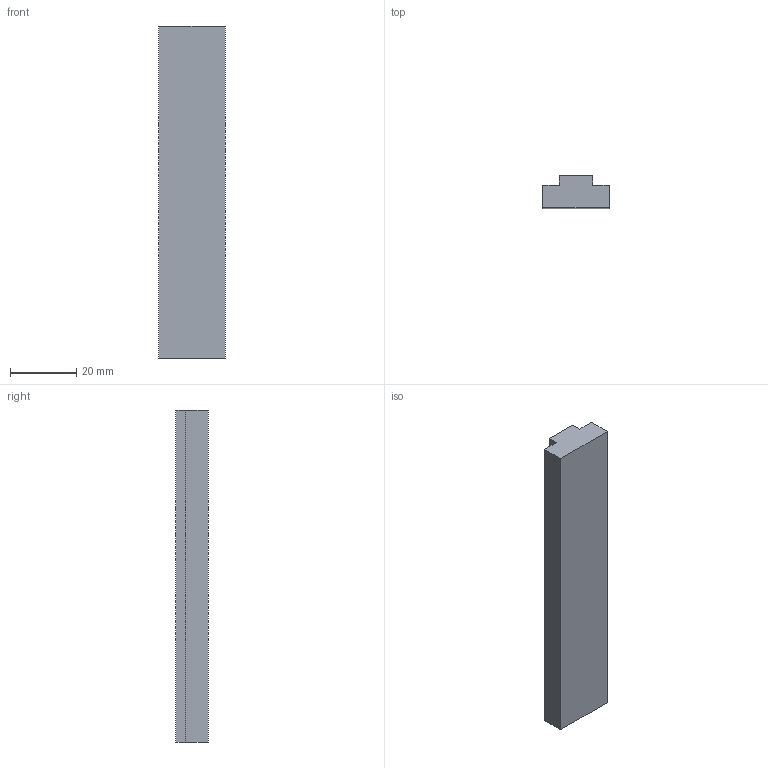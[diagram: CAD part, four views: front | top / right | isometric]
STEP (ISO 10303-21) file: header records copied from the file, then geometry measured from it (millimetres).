
FILE_DESCRIPTION(('Creo Elements/Direct Modeling STEP Export'),'2;1');
FILE_NAME('55.0125.2_Klemmschienenprofil-MMS-55_19.8x9.8x3000mm.stp','2022-03-21T 8:06:35',(''),(''),'PTC Creo Elements/Direct Modeling STEP processor for AP214 (Solid Model)','PTC Creo Elements/Direct Modeling 19.0C 15-Aug-2015 (C) Parametric Technology GmbH','');
FILE_SCHEMA(('AUTOMOTIVE_DESIGN { 1 0 10303 214 1 1 1 1 }'));
Length unit declared in the file: millimetre
Products named in the file (2): Klemmschienenprofil-MMS-55_19.89.8x3000mm_55.0125.2_PX176033
Assembly tree (1 placements, depth 2):
  Klemmschienenprofil-MMS-55_19.89.8x3000mm_55.0125.2_PX176033
    Klemmschienenprofil-MMS-55_19.89.8x3000mm_55.0125.2_PX176033
Bounding box: 20 x 9.8 x 100 mm (x, y, z)
Volume: 16600 mm3; surface area: 6292 mm2
Topology: 1 solids, 1 shells, 10 faces, 24 edges, 16 vertices
Faces by surface type: plane 10
Entity records: 333 total; most frequent: CARTESIAN_POINT 52, DIRECTION 48, ORIENTED_EDGE 48, VECTOR 24, LINE 24, EDGE_CURVE 24, VERTEX_POINT 16, AXIS2_PLACEMENT_3D 12
